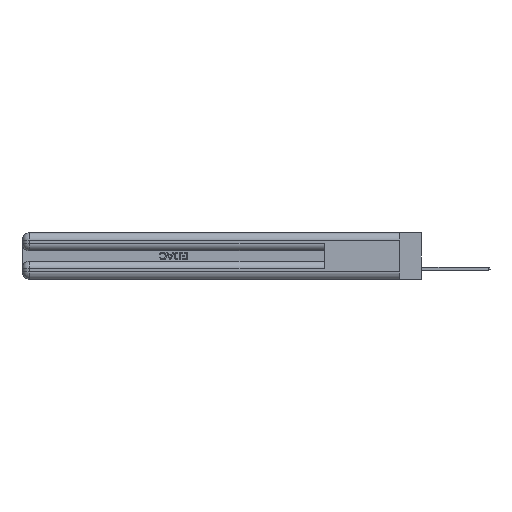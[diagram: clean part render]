
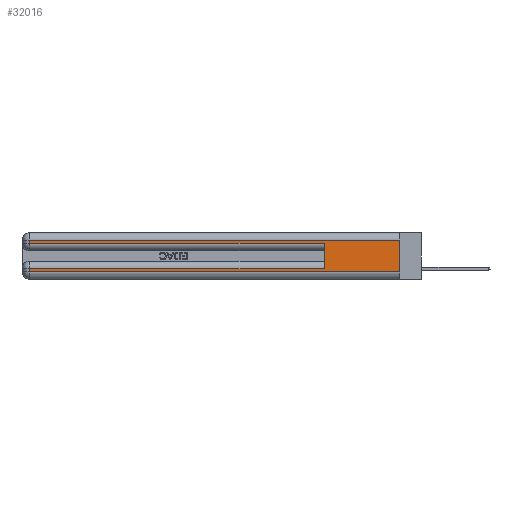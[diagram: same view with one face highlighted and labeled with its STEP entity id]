
A CAD part, left-side view. The second image highlights one B-rep face of the part: STEP entity #32016.
In plain terms, the highlighted planar face has unit normal (-1, 0, 0).
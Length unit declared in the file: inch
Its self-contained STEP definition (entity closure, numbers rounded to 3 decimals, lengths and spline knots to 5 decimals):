
#193 = VERTEX_POINT ( 'NONE', #25327 ) ;
#302 = LINE ( 'NONE', #34027, #48582 ) ;
#619 = CARTESIAN_POINT ( 'NONE',  ( 0., 2.94, 0.31 ) ) ;
#1089 = VERTEX_POINT ( 'NONE', #45580 ) ;
#2979 = ORIENTED_EDGE ( 'NONE', *, *, #20251, .F. ) ;
#5578 = DIRECTION ( 'NONE',  ( 0., 0., -1. ) ) ;
#6555 = DIRECTION ( 'NONE',  ( 0., 1., 0. ) ) ;
#7300 = FACE_OUTER_BOUND ( 'NONE', #18703, .T. ) ;
#8302 = EDGE_CURVE ( 'NONE', #1089, #193, #16360, .T. ) ;
#10848 = VERTEX_POINT ( 'NONE', #54536 ) ;
#10913 = ORIENTED_EDGE ( 'NONE', *, *, #46599, .T. ) ;
#10939 = DIRECTION ( 'NONE',  ( 0., 0., 1. ) ) ;
#11707 = VECTOR ( 'NONE', #54081, 39.37008 ) ;
#13908 = ORIENTED_EDGE ( 'NONE', *, *, #22373, .T. ) ;
#14716 = DIRECTION ( 'NONE',  ( 1., 0., 0. ) ) ;
#14779 = EDGE_CURVE ( 'NONE', #50474, #27884, #29539, .T. ) ;
#16360 = LINE ( 'NONE', #37356, #47839 ) ;
#16452 = ORIENTED_EDGE ( 'NONE', *, *, #8302, .F. ) ;
#17706 = EDGE_CURVE ( 'NONE', #10848, #50474, #302, .T. ) ;
#18703 = EDGE_LOOP ( 'NONE', ( #2979, #40555, #55278, #46059, #16452, #13908, #10913, #44215 ) ) ;
#18929 = CARTESIAN_POINT ( 'NONE',  ( 0., 0., 0.37 ) ) ;
#20251 = EDGE_CURVE ( 'NONE', #10848, #44383, #21971, .T. ) ;
#21971 = LINE ( 'NONE', #18929, #28021 ) ;
#22373 = EDGE_CURVE ( 'NONE', #1089, #47936, #34475, .T. ) ;
#23016 = LINE ( 'NONE', #41540, #11707 ) ;
#24022 = DIRECTION ( 'NONE',  ( 0., 0., -1. ) ) ;
#25327 = CARTESIAN_POINT ( 'NONE',  ( 0., 0.6, 0.285 ) ) ;
#27884 = VERTEX_POINT ( 'NONE', #48700 ) ;
#28021 = VECTOR ( 'NONE', #24022, 39.37008 ) ;
#29539 = LINE ( 'NONE', #43106, #43593 ) ;
#32016 = ADVANCED_FACE ( 'NONE', ( #7300 ), #44941, .F. ) ;
#32393 = DIRECTION ( 'NONE',  ( 0., 0., -1. ) ) ;
#34027 = CARTESIAN_POINT ( 'NONE',  ( 0., 0., 0.31 ) ) ;
#34475 = LINE ( 'NONE', #45175, #37864 ) ;
#34573 = AXIS2_PLACEMENT_3D ( 'NONE', #53160, #14716, #40421 ) ;
#35728 = VECTOR ( 'NONE', #32393, 39.37008 ) ;
#35790 = DIRECTION ( 'NONE',  ( 0., -1., 0. ) ) ;
#36198 = DIRECTION ( 'NONE',  ( 0., 1., 0. ) ) ;
#37356 = CARTESIAN_POINT ( 'NONE',  ( 0., 0.6, 0.145 ) ) ;
#37864 = VECTOR ( 'NONE', #6555, 39.37008 ) ;
#38787 = CARTESIAN_POINT ( 'NONE',  ( 0., 2.94, 0.06 ) ) ;
#40421 = DIRECTION ( 'NONE',  ( 0., 0., -1. ) ) ;
#40555 = ORIENTED_EDGE ( 'NONE', *, *, #17706, .T. ) ;
#41540 = CARTESIAN_POINT ( 'NONE',  ( 0., 0., 0.06 ) ) ;
#43106 = CARTESIAN_POINT ( 'NONE',  ( 0., 2.94, 0.37 ) ) ;
#43493 = EDGE_CURVE ( 'NONE', #48655, #44383, #23016, .T. ) ;
#43593 = VECTOR ( 'NONE', #5578, 39.37008 ) ;
#44011 = EDGE_CURVE ( 'NONE', #27884, #193, #45626, .T. ) ;
#44203 = VECTOR ( 'NONE', #35790, 39.37008 ) ;
#44215 = ORIENTED_EDGE ( 'NONE', *, *, #43493, .T. ) ;
#44383 = VERTEX_POINT ( 'NONE', #51137 ) ;
#44730 = CARTESIAN_POINT ( 'NONE',  ( 0., 2.94, 0.37 ) ) ;
#44941 = PLANE ( 'NONE',  #34573 ) ;
#45175 = CARTESIAN_POINT ( 'NONE',  ( 0., 0., 0.085 ) ) ;
#45580 = CARTESIAN_POINT ( 'NONE',  ( 0., 0.6, 0.085 ) ) ;
#45626 = LINE ( 'NONE', #49130, #44203 ) ;
#46059 = ORIENTED_EDGE ( 'NONE', *, *, #44011, .T. ) ;
#46599 = EDGE_CURVE ( 'NONE', #47936, #48655, #51233, .T. ) ;
#47839 = VECTOR ( 'NONE', #10939, 39.37008 ) ;
#47936 = VERTEX_POINT ( 'NONE', #50500 ) ;
#48582 = VECTOR ( 'NONE', #36198, 39.37008 ) ;
#48655 = VERTEX_POINT ( 'NONE', #38787 ) ;
#48700 = CARTESIAN_POINT ( 'NONE',  ( 0., 2.94, 0.285 ) ) ;
#49130 = CARTESIAN_POINT ( 'NONE',  ( 0., 0., 0.285 ) ) ;
#50474 = VERTEX_POINT ( 'NONE', #619 ) ;
#50500 = CARTESIAN_POINT ( 'NONE',  ( 0., 2.94, 0.085 ) ) ;
#51137 = CARTESIAN_POINT ( 'NONE',  ( 0., 0., 0.06 ) ) ;
#51233 = LINE ( 'NONE', #44730, #35728 ) ;
#53160 = CARTESIAN_POINT ( 'NONE',  ( 0., 0., 0.37 ) ) ;
#54081 = DIRECTION ( 'NONE',  ( 0., -1., 0. ) ) ;
#54536 = CARTESIAN_POINT ( 'NONE',  ( 0., 0., 0.31 ) ) ;
#55278 = ORIENTED_EDGE ( 'NONE', *, *, #14779, .T. ) ;
